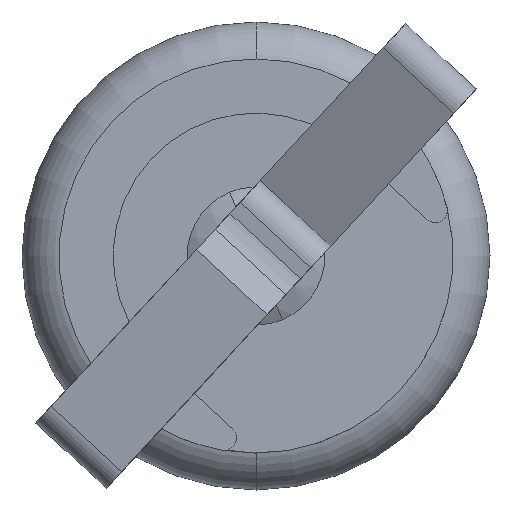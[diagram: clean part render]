
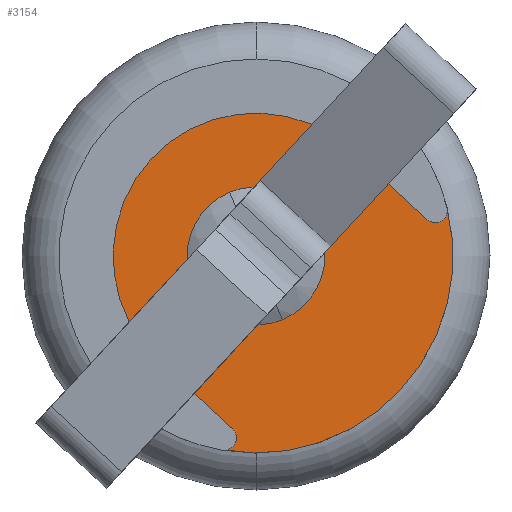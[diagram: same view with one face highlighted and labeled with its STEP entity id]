
A CAD part, front view. The second image highlights one B-rep face of the part: STEP entity #3154.
In plain terms, the highlighted face is planar.
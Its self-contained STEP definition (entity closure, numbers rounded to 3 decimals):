
#1 = CARTESIAN_POINT ( 'NONE',  ( 0., 1.6, 0. ) ) ;
#7 = ORIENTED_EDGE ( 'NONE', *, *, #586, .T. ) ;
#23 = CARTESIAN_POINT ( 'NONE',  ( -6.72, 1.6, -4.341 ) ) ;
#131 = CIRCLE ( 'NONE', #1068, 5.8 ) ;
#223 = CARTESIAN_POINT ( 'NONE',  ( -5.8, 1.6, -4.069 ) ) ;
#234 = VERTEX_POINT ( 'NONE', #3263 ) ;
#290 = DIRECTION ( 'NONE',  ( 0., -1., 0. ) ) ;
#345 = CARTESIAN_POINT ( 'NONE',  ( 0., 1.6, -2.5 ) ) ;
#363 = CIRCLE ( 'NONE', #1517, 2.5 ) ;
#375 = ORIENTED_EDGE ( 'NONE', *, *, #1063, .F. ) ;
#384 = ORIENTED_EDGE ( 'NONE', *, *, #3875, .T. ) ;
#438 = ORIENTED_EDGE ( 'NONE', *, *, #3528, .F. ) ;
#512 = CIRCLE ( 'NONE', #4035, 0.5 ) ;
#586 = EDGE_CURVE ( 'NONE', #1916, #2060, #131, .T. ) ;
#597 = CARTESIAN_POINT ( 'NONE',  ( -6.3, 1.6, -4.069 ) ) ;
#605 = EDGE_CURVE ( 'NONE', #234, #863, #711, .T. ) ;
#610 = CARTESIAN_POINT ( 'NONE',  ( 6.72, 1.6, -4.341 ) ) ;
#639 = DIRECTION ( 'NONE',  ( 0., 0., 1. ) ) ;
#677 = LINE ( 'NONE', #4456, #2622 ) ;
#679 = DIRECTION ( 'NONE',  ( 0., 1., 0. ) ) ;
#711 = CIRCLE ( 'NONE', #861, 0.5 ) ;
#736 = EDGE_CURVE ( 'NONE', #2060, #3989, #4025, .T. ) ;
#738 = ORIENTED_EDGE ( 'NONE', *, *, #2608, .T. ) ;
#762 = VERTEX_POINT ( 'NONE', #345 ) ;
#782 = AXIS2_PLACEMENT_3D ( 'NONE', #2285, #1943, #2705 ) ;
#821 = CARTESIAN_POINT ( 'NONE',  ( 5.8, 1.6, 0. ) ) ;
#861 = AXIS2_PLACEMENT_3D ( 'NONE', #597, #1988, #3363 ) ;
#863 = VERTEX_POINT ( 'NONE', #223 ) ;
#1063 = EDGE_CURVE ( 'NONE', #3438, #3078, #2638, .T. ) ;
#1068 = AXIS2_PLACEMENT_3D ( 'NONE', #3057, #4425, #4009 ) ;
#1077 = LINE ( 'NONE', #2823, #2567 ) ;
#1114 = DIRECTION ( 'NONE',  ( 0., 0., 1. ) ) ;
#1213 = EDGE_LOOP ( 'NONE', ( #4406, #438 ) ) ;
#1257 = EDGE_CURVE ( 'NONE', #3989, #1889, #1077, .T. ) ;
#1342 = DIRECTION ( 'NONE',  ( 0., -1., 0. ) ) ;
#1422 = DIRECTION ( 'NONE',  ( 0., 1., 0. ) ) ;
#1499 = CARTESIAN_POINT ( 'NONE',  ( 5.8, 1.6, -4.069 ) ) ;
#1517 = AXIS2_PLACEMENT_3D ( 'NONE', #4200, #3210, #1114 ) ;
#1575 = CARTESIAN_POINT ( 'NONE',  ( 0., 1.6, -8. ) ) ;
#1861 = DIRECTION ( 'NONE',  ( 0., 0., 1. ) ) ;
#1872 = AXIS2_PLACEMENT_3D ( 'NONE', #3741, #1342, #3426 ) ;
#1889 = VERTEX_POINT ( 'NONE', #1499 ) ;
#1916 = VERTEX_POINT ( 'NONE', #4291 ) ;
#1943 = DIRECTION ( 'NONE',  ( 0., -1., 0. ) ) ;
#1945 = AXIS2_PLACEMENT_3D ( 'NONE', #2931, #3668, #4254 ) ;
#1984 = EDGE_CURVE ( 'NONE', #3078, #3825, #3157, .T. ) ;
#1988 = DIRECTION ( 'NONE',  ( 0., -1., 0. ) ) ;
#2026 = CARTESIAN_POINT ( 'NONE',  ( 0., 1.6, 0. ) ) ;
#2060 = VERTEX_POINT ( 'NONE', #2982 ) ;
#2256 = CARTESIAN_POINT ( 'NONE',  ( 6.3, 1.6, -4.569 ) ) ;
#2285 = CARTESIAN_POINT ( 'NONE',  ( 0., 1.6, 0. ) ) ;
#2294 = CARTESIAN_POINT ( 'NONE',  ( -6.3, 1.6, -4.069 ) ) ;
#2309 = AXIS2_PLACEMENT_3D ( 'NONE', #3061, #2317, #639 ) ;
#2317 = DIRECTION ( 'NONE',  ( 0., -1., 0. ) ) ;
#2567 = VECTOR ( 'NONE', #3806, 1000. ) ;
#2587 = DIRECTION ( 'NONE',  ( 0., -1., 0. ) ) ;
#2608 = EDGE_CURVE ( 'NONE', #1889, #4089, #2663, .T. ) ;
#2615 = FACE_OUTER_BOUND ( 'NONE', #3774, .T. ) ;
#2622 = VECTOR ( 'NONE', #4118, 1000. ) ;
#2638 = CIRCLE ( 'NONE', #3652, 8. ) ;
#2652 = AXIS2_PLACEMENT_3D ( 'NONE', #1, #1422, #2733 ) ;
#2663 = CIRCLE ( 'NONE', #2309, 0.5 ) ;
#2681 = DIRECTION ( 'NONE',  ( 0., 0., 1. ) ) ;
#2705 = DIRECTION ( 'NONE',  ( 0., 0., 1. ) ) ;
#2733 = DIRECTION ( 'NONE',  ( 0., 0., 1. ) ) ;
#2823 = CARTESIAN_POINT ( 'NONE',  ( 5.8, 1.6, -8.224 ) ) ;
#2912 = PLANE ( 'NONE',  #1945 ) ;
#2931 = CARTESIAN_POINT ( 'NONE',  ( 0., 1.6, -8.224 ) ) ;
#2982 = CARTESIAN_POINT ( 'NONE',  ( 0., 1.6, 5.8 ) ) ;
#3057 = CARTESIAN_POINT ( 'NONE',  ( 0., 1.6, 0. ) ) ;
#3061 = CARTESIAN_POINT ( 'NONE',  ( 6.3, 1.6, -4.069 ) ) ;
#3078 = VERTEX_POINT ( 'NONE', #1575 ) ;
#3115 = DIRECTION ( 'NONE',  ( 0., 0., 1. ) ) ;
#3140 = EDGE_CURVE ( 'NONE', #3438, #234, #512, .T. ) ;
#3154 = ADVANCED_FACE ( 'NONE', ( #4344, #2615 ), #2912, .T. ) ;
#3157 = CIRCLE ( 'NONE', #782, 8. ) ;
#3210 = DIRECTION ( 'NONE',  ( 0., 1., 0. ) ) ;
#3263 = CARTESIAN_POINT ( 'NONE',  ( -6.3, 1.6, -4.569 ) ) ;
#3363 = DIRECTION ( 'NONE',  ( 0., 0., 1. ) ) ;
#3384 = VERTEX_POINT ( 'NONE', #3786 ) ;
#3426 = DIRECTION ( 'NONE',  ( 0., 0., 1. ) ) ;
#3438 = VERTEX_POINT ( 'NONE', #23 ) ;
#3456 = ORIENTED_EDGE ( 'NONE', *, *, #1257, .T. ) ;
#3503 = ORIENTED_EDGE ( 'NONE', *, *, #3140, .T. ) ;
#3528 = EDGE_CURVE ( 'NONE', #762, #3384, #363, .T. ) ;
#3560 = ORIENTED_EDGE ( 'NONE', *, *, #736, .T. ) ;
#3652 = AXIS2_PLACEMENT_3D ( 'NONE', #4434, #290, #2681 ) ;
#3668 = DIRECTION ( 'NONE',  ( 0., 1., 0. ) ) ;
#3698 = ORIENTED_EDGE ( 'NONE', *, *, #605, .T. ) ;
#3741 = CARTESIAN_POINT ( 'NONE',  ( 6.3, 1.6, -4.069 ) ) ;
#3745 = CIRCLE ( 'NONE', #1872, 0.5 ) ;
#3774 = EDGE_LOOP ( 'NONE', ( #375, #3503, #3698, #4295, #7, #3560, #3456, #738, #384, #3822 ) ) ;
#3786 = CARTESIAN_POINT ( 'NONE',  ( 0., 1.6, 2.5 ) ) ;
#3806 = DIRECTION ( 'NONE',  ( 0., 0., -1. ) ) ;
#3817 = AXIS2_PLACEMENT_3D ( 'NONE', #2026, #679, #3115 ) ;
#3822 = ORIENTED_EDGE ( 'NONE', *, *, #1984, .F. ) ;
#3825 = VERTEX_POINT ( 'NONE', #610 ) ;
#3855 = EDGE_CURVE ( 'NONE', #3384, #762, #4327, .T. ) ;
#3875 = EDGE_CURVE ( 'NONE', #4089, #3825, #3745, .T. ) ;
#3989 = VERTEX_POINT ( 'NONE', #821 ) ;
#4009 = DIRECTION ( 'NONE',  ( 0., 0., 1. ) ) ;
#4025 = CIRCLE ( 'NONE', #2652, 5.8 ) ;
#4035 = AXIS2_PLACEMENT_3D ( 'NONE', #2294, #2587, #1861 ) ;
#4089 = VERTEX_POINT ( 'NONE', #2256 ) ;
#4118 = DIRECTION ( 'NONE',  ( 0., 0., 1. ) ) ;
#4200 = CARTESIAN_POINT ( 'NONE',  ( 0., 1.6, 0. ) ) ;
#4254 = DIRECTION ( 'NONE',  ( 0., 0., 1. ) ) ;
#4291 = CARTESIAN_POINT ( 'NONE',  ( -5.8, 1.6, 0. ) ) ;
#4295 = ORIENTED_EDGE ( 'NONE', *, *, #4394, .T. ) ;
#4327 = CIRCLE ( 'NONE', #3817, 2.5 ) ;
#4344 = FACE_BOUND ( 'NONE', #1213, .T. ) ;
#4394 = EDGE_CURVE ( 'NONE', #863, #1916, #677, .T. ) ;
#4406 = ORIENTED_EDGE ( 'NONE', *, *, #3855, .F. ) ;
#4425 = DIRECTION ( 'NONE',  ( 0., 1., 0. ) ) ;
#4434 = CARTESIAN_POINT ( 'NONE',  ( 0., 1.6, 0. ) ) ;
#4456 = CARTESIAN_POINT ( 'NONE',  ( -5.8, 1.6, -8.224 ) ) ;
